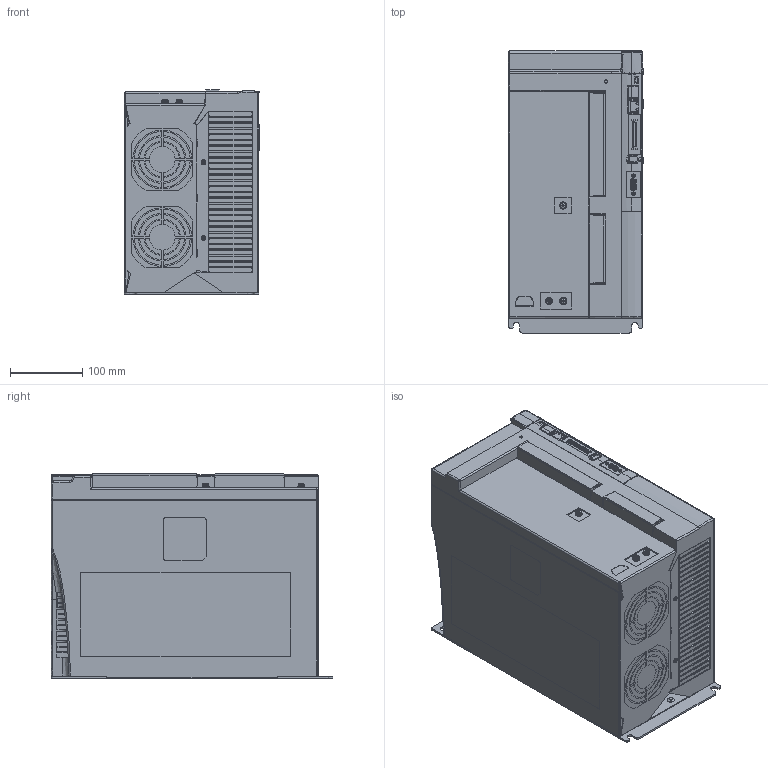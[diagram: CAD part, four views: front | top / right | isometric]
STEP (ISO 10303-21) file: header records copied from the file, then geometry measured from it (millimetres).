
FILE_DESCRIPTION (( 'STEP AP214' ), '1' );
FILE_NAME ('SV2A-4F00_3D_All_20200930 1st Ext Coord comb 3C red1 ext1mod1 Cb 7faces EXT 1 x2r1 comb 2 r1b red1 M1C2bcnl m1Bb.STEP', '2023-03-01T17:11:12', ( '' ), ( '' ), 'SwSTEP 2.0', 'SolidWorks 2021', '' );
FILE_SCHEMA (( 'AUTOMOTIVE_DESIGN' ));
Length unit declared in the file: inch
Products named in the file (1): SV2A-4F00_3D_All_20200930 1st Ext Coord comb 3C red1 ext1mod1 Cb 7faces EXT 1 x2r1 comb 2 r1b red1 M1C2bcnl m1Bb
Bounding box: 187 x 390 x 282.5 mm (x, y, z)
Volume: 18512222.5 mm3; surface area: 496791.9 mm2
Topology: 1 solids, 25 shells, 3970 faces, 10834 edges, 6954 vertices
Faces by surface type: plane 2192, cylinder 893, bspline 574, cone 311
Entity records: 166763 total; most frequent: CARTESIAN_POINT 73509, ORIENTED_EDGE 21578, DIRECTION 15960, EDGE_CURVE 10789, VERTEX_POINT 6954, LINE 6174, VECTOR 6174, AXIS2_PLACEMENT_3D 4893
